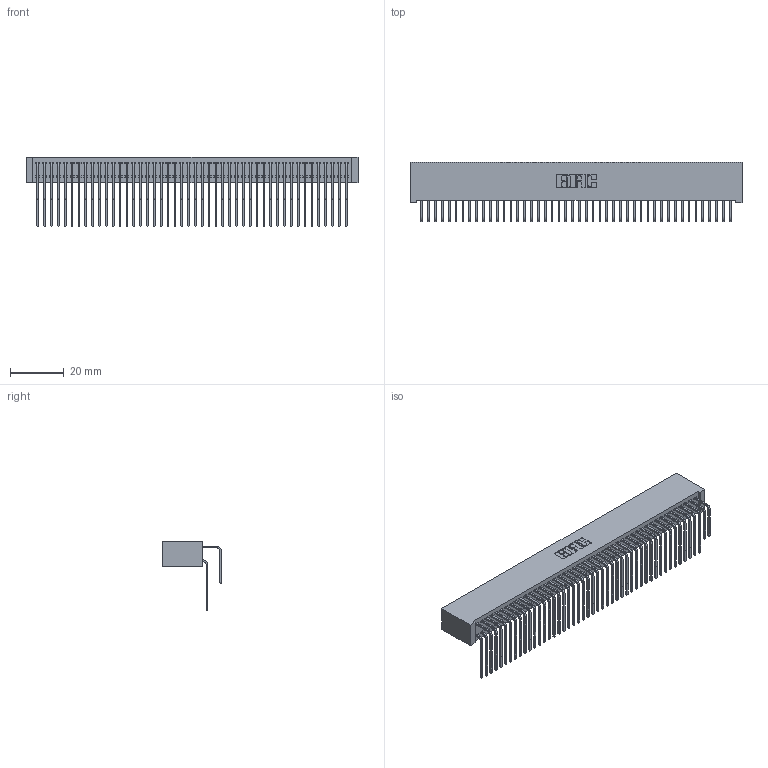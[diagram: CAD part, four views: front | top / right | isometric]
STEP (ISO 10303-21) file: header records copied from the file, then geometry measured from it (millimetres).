
FILE_DESCRIPTION (( 'STEP AP203' ), '1' );
FILE_NAME ('392-092-558-201.STEP', '2018-08-18T08:18:53', ( '' ), ( '' ), 'SwSTEP 2.0', 'SolidWorks 2016', '' );
FILE_SCHEMA (( 'CONFIG_CONTROL_DESIGN' ));
Length unit declared in the file: inch
Products named in the file (4): 342 Part_Lugless; 345-292-001_558 559 Tail - 1; 345-292-001_558 Tail - 2; 392-092-558-201
Assembly tree (93 placements, depth 2):
  392-092-558-201
    342 Part_Lugless
    345-292-001_558 559 Tail - 1  x46
    345-292-001_558 Tail - 2  x46
Bounding box: 123.09 x 21.91 x 25.78 mm (x, y, z)
Volume: 12048.6 mm3; surface area: 22557.8 mm2
Topology: 93 solids, 93 shells, 5070 faces, 15087 edges, 9934 vertices
Faces by surface type: plane 3558, cylinder 1512
Entity records: 30451 total; most frequent: CARTESIAN_POINT 5089, ORIENTED_EDGE 4974, DIRECTION 4315, EDGE_CURVE 2487, LINE 2327, VECTOR 2327, VERTEX_POINT 1654, AXIS2_PLACEMENT_3D 994
